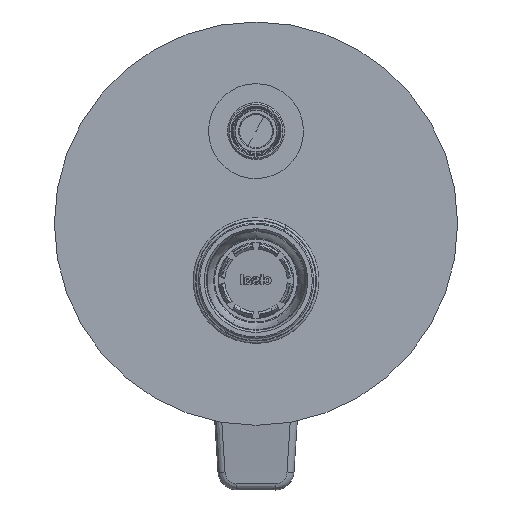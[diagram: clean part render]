
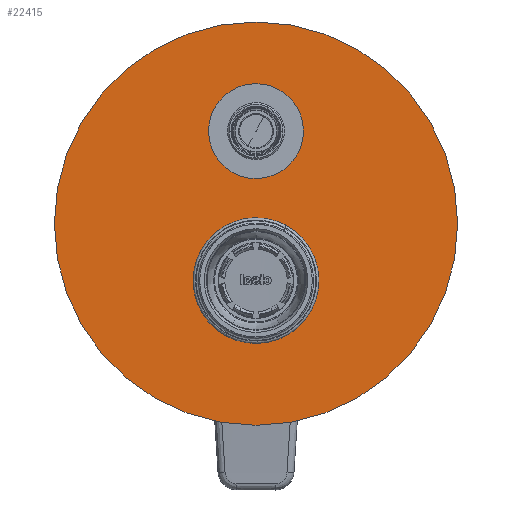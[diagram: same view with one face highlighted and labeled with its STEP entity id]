
A CAD part, front view. The second image highlights one B-rep face of the part: STEP entity #22415.
In plain terms, the highlighted planar face has unit normal (0, -1, 0).
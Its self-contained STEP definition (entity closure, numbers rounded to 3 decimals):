
#22356=CARTESIAN_POINT('Axis2P3D Location',(0.,52.5,24.)) ;
#22361=CARTESIAN_POINT('Axis2P3D Location',(0.,52.5,24.)) ;
#22365=CARTESIAN_POINT('Vertex',(85.,52.5,24.)) ;
#22367=CARTESIAN_POINT('Vertex',(-85.,52.5,24.)) ;
#22370=CARTESIAN_POINT('Axis2P3D Location',(0.,52.5,24.)) ;
#22379=CARTESIAN_POINT('Axis2P3D Location',(0.,52.5,63.)) ;
#22383=CARTESIAN_POINT('Vertex',(-11.5,52.5,63.)) ;
#22385=CARTESIAN_POINT('Vertex',(11.5,52.5,63.)) ;
#22388=CARTESIAN_POINT('Axis2P3D Location',(0.,52.5,63.)) ;
#22397=CARTESIAN_POINT('Axis2P3D Location',(0.,52.5,0.)) ;
#22401=CARTESIAN_POINT('Vertex',(-22.5,52.5,0.)) ;
#22403=CARTESIAN_POINT('Vertex',(22.5,52.5,0.)) ;
#22406=CARTESIAN_POINT('Axis2P3D Location',(0.,52.5,0.)) ;
#22357=DIRECTION('Axis2P3D Direction',(0.,1.,0.)) ;
#22358=DIRECTION('Axis2P3D XDirection',(-1.,0.,0.)) ;
#22362=DIRECTION('Axis2P3D Direction',(0.,1.,0.)) ;
#22371=DIRECTION('Axis2P3D Direction',(0.,1.,0.)) ;
#22380=DIRECTION('Axis2P3D Direction',(0.,1.,0.)) ;
#22389=DIRECTION('Axis2P3D Direction',(0.,1.,0.)) ;
#22398=DIRECTION('Axis2P3D Direction',(0.,1.,0.)) ;
#22407=DIRECTION('Axis2P3D Direction',(0.,1.,0.)) ;
#22359=AXIS2_PLACEMENT_3D('Plane Axis2P3D',#22356,#22357,#22358) ;
#22363=AXIS2_PLACEMENT_3D('Circle Axis2P3D',#22361,#22362,$) ;
#22372=AXIS2_PLACEMENT_3D('Circle Axis2P3D',#22370,#22371,$) ;
#22381=AXIS2_PLACEMENT_3D('Circle Axis2P3D',#22379,#22380,$) ;
#22390=AXIS2_PLACEMENT_3D('Circle Axis2P3D',#22388,#22389,$) ;
#22399=AXIS2_PLACEMENT_3D('Circle Axis2P3D',#22397,#22398,$) ;
#22408=AXIS2_PLACEMENT_3D('Circle Axis2P3D',#22406,#22407,$) ;
#22364=CIRCLE('generated circle',#22363,85.) ;
#22373=CIRCLE('generated circle',#22372,85.) ;
#22382=CIRCLE('generated circle',#22381,11.5) ;
#22391=CIRCLE('generated circle',#22390,11.5) ;
#22400=CIRCLE('generated circle',#22399,22.5) ;
#22409=CIRCLE('generated circle',#22408,22.5) ;
#22360=PLANE('',#22359) ;
#22396=FACE_BOUND('',#22393,.T.) ;
#22414=FACE_BOUND('',#22411,.T.) ;
#22369=EDGE_CURVE('',#22366,#22368,#22364,.T.) ;
#22374=EDGE_CURVE('',#22368,#22366,#22373,.T.) ;
#22387=EDGE_CURVE('',#22384,#22386,#22382,.T.) ;
#22392=EDGE_CURVE('',#22386,#22384,#22391,.T.) ;
#22405=EDGE_CURVE('',#22402,#22404,#22400,.T.) ;
#22410=EDGE_CURVE('',#22404,#22402,#22409,.T.) ;
#22376=ORIENTED_EDGE('',*,*,#22369,.F.) ;
#22377=ORIENTED_EDGE('',*,*,#22374,.F.) ;
#22394=ORIENTED_EDGE('',*,*,#22387,.T.) ;
#22395=ORIENTED_EDGE('',*,*,#22392,.T.) ;
#22412=ORIENTED_EDGE('',*,*,#22405,.T.) ;
#22413=ORIENTED_EDGE('',*,*,#22410,.T.) ;
#22375=EDGE_LOOP('',(#22376,#22377)) ;
#22393=EDGE_LOOP('',(#22394,#22395)) ;
#22411=EDGE_LOOP('',(#22412,#22413)) ;
#22366=VERTEX_POINT('',#22365) ;
#22368=VERTEX_POINT('',#22367) ;
#22384=VERTEX_POINT('',#22383) ;
#22386=VERTEX_POINT('',#22385) ;
#22402=VERTEX_POINT('',#22401) ;
#22404=VERTEX_POINT('',#22403) ;
#22415=ADVANCED_FACE('P9D758.1\\PartBody',(#22378,#22396,#22414),#22360,.F.) ;
#22378=FACE_OUTER_BOUND('',#22375,.T.) ;
